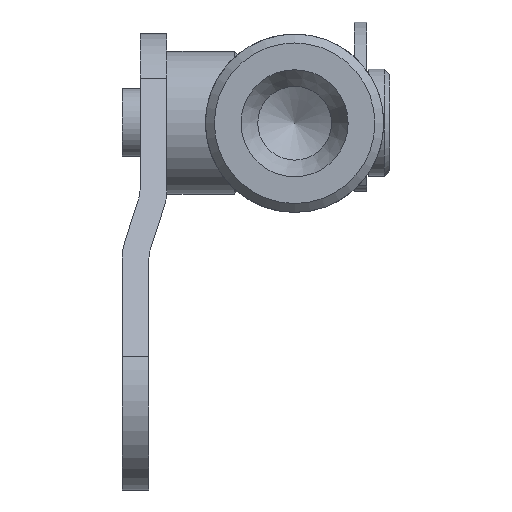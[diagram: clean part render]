
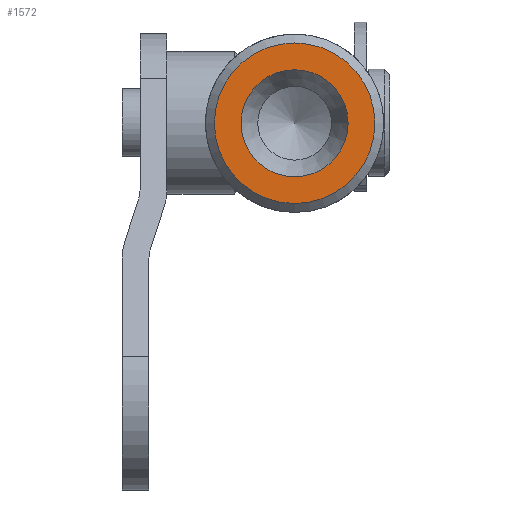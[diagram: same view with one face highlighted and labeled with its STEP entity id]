
A CAD part, left-side view. The second image highlights one B-rep face of the part: STEP entity #1572.
In plain terms, the highlighted planar face has unit normal (-1, 0, 0).
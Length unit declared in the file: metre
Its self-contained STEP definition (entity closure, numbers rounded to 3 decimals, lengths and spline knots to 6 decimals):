
#810 = EDGE_CURVE('',#811,#811,#813,.T.);
#811 = VERTEX_POINT('',#812);
#812 = CARTESIAN_POINT('',(0.,-0.003,0.));
#813 = SURFACE_CURVE('',#814,(#819,#853),.PCURVE_S1.);
#814 = CIRCLE('',#815,0.003);
#815 = AXIS2_PLACEMENT_3D('',#816,#817,#818);
#816 = CARTESIAN_POINT('',(0.,0.,0.));
#817 = DIRECTION('',(1.,0.,0.));
#818 = DIRECTION('',(0.,-1.,0.));
#819 = PCURVE('',#820,#825);
#820 = CONICAL_SURFACE('',#821,0.002534,0.524);
#821 = AXIS2_PLACEMENT_3D('',#822,#823,#824);
#822 = CARTESIAN_POINT('',(0.000808,0.,0.));
#823 = DIRECTION('',(-1.,0.,0.));
#824 = DIRECTION('',(0.,-1.,0.));
#825 = DEFINITIONAL_REPRESENTATION('',(#826),#852);
#826 = B_SPLINE_CURVE_WITH_KNOTS('',3,(#827,#828,#829,#830,#831,#832,
    #833,#834,#835,#836,#837,#838,#839,#840,#841,#842,#843,#844,#845,
    #846,#847,#848,#849,#850,#851),.UNSPECIFIED.,.F.,.F.,(4,1,1,1,1,1,1,
    1,1,1,1,1,1,1,1,1,1,1,1,1,1,1,4),(0.,0.285599,
    0.571199,0.856798,1.142397,1.427997,
    1.713596,1.999195,2.284795,2.570394,
    2.855993,3.141593,3.427192,3.712791,
    3.998391,4.28399,4.569589,4.855189,
    5.140788,5.426387,5.711987,5.997586,
    6.283185),.UNSPECIFIED.);
#827 = CARTESIAN_POINT('',(6.283,0.001));
#828 = CARTESIAN_POINT('',(6.188,0.001));
#829 = CARTESIAN_POINT('',(5.998,0.001));
#830 = CARTESIAN_POINT('',(5.712,0.001));
#831 = CARTESIAN_POINT('',(5.426,0.001));
#832 = CARTESIAN_POINT('',(5.141,0.001));
#833 = CARTESIAN_POINT('',(4.855,0.001));
#834 = CARTESIAN_POINT('',(4.57,0.001));
#835 = CARTESIAN_POINT('',(4.284,0.001));
#836 = CARTESIAN_POINT('',(3.998,0.001));
#837 = CARTESIAN_POINT('',(3.713,0.001));
#838 = CARTESIAN_POINT('',(3.427,0.001));
#839 = CARTESIAN_POINT('',(3.142,0.001));
#840 = CARTESIAN_POINT('',(2.856,0.001));
#841 = CARTESIAN_POINT('',(2.57,0.001));
#842 = CARTESIAN_POINT('',(2.285,0.001));
#843 = CARTESIAN_POINT('',(1.999,0.001));
#844 = CARTESIAN_POINT('',(1.714,0.001));
#845 = CARTESIAN_POINT('',(1.428,0.001));
#846 = CARTESIAN_POINT('',(1.142,0.001));
#847 = CARTESIAN_POINT('',(0.857,0.001));
#848 = CARTESIAN_POINT('',(0.571,0.001));
#849 = CARTESIAN_POINT('',(0.286,0.001));
#850 = CARTESIAN_POINT('',(0.095,0.001));
#851 = CARTESIAN_POINT('',(0.,0.001));
#852 = ( GEOMETRIC_REPRESENTATION_CONTEXT(2) 
PARAMETRIC_REPRESENTATION_CONTEXT() REPRESENTATION_CONTEXT('2D SPACE',''
  ) );
#853 = PCURVE('',#854,#859);
#854 = PLANE('',#855);
#855 = AXIS2_PLACEMENT_3D('',#856,#857,#858);
#856 = CARTESIAN_POINT('',(0.,-0.0025,0.));
#857 = DIRECTION('',(-1.,0.,0.));
#858 = DIRECTION('',(0.,0.,-1.));
#859 = DEFINITIONAL_REPRESENTATION('',(#860),#868);
#860 = ( BOUNDED_CURVE() B_SPLINE_CURVE(2,(#861,#862,#863,#864,#865,#866
,#867),.UNSPECIFIED.,.T.,.F.) B_SPLINE_CURVE_WITH_KNOTS((1,2,2,2,2,1),(
    -2.094395,0.,2.094395,4.18879,6.283185,
8.37758),.UNSPECIFIED.) CURVE() GEOMETRIC_REPRESENTATION_ITEM() 
RATIONAL_B_SPLINE_CURVE((1.,0.5,1.,0.5,1.,0.5,1.)) REPRESENTATION_ITEM(
  '') );
#861 = CARTESIAN_POINT('',(0.,0.001));
#862 = CARTESIAN_POINT('',(0.005,0.001));
#863 = CARTESIAN_POINT('',(0.003,-0.004));
#864 = CARTESIAN_POINT('',(0.,-0.009));
#865 = CARTESIAN_POINT('',(-0.003,-0.004));
#866 = CARTESIAN_POINT('',(-0.005,0.001));
#867 = CARTESIAN_POINT('',(0.,0.001));
#868 = ( GEOMETRIC_REPRESENTATION_CONTEXT(2) 
PARAMETRIC_REPRESENTATION_CONTEXT() REPRESENTATION_CONTEXT('2D SPACE',''
  ) );
#1403 = CONICAL_SURFACE('',#1404,0.00475,0.785);
#1404 = AXIS2_PLACEMENT_3D('',#1405,#1406,#1407);
#1405 = CARTESIAN_POINT('',(0.00025,0.,0.));
#1406 = DIRECTION('',(1.,0.,0.));
#1407 = DIRECTION('',(0.,1.,0.));
#1467 = VERTEX_POINT('',#1468);
#1468 = CARTESIAN_POINT('',(0.,-0.0045,0.));
#1488 = EDGE_CURVE('',#1467,#1467,#1489,.T.);
#1489 = SURFACE_CURVE('',#1490,(#1495,#1524),.PCURVE_S1.);
#1490 = CIRCLE('',#1491,0.0045);
#1491 = AXIS2_PLACEMENT_3D('',#1492,#1493,#1494);
#1492 = CARTESIAN_POINT('',(0.,0.,0.));
#1493 = DIRECTION('',(1.,0.,0.));
#1494 = DIRECTION('',(0.,1.,0.));
#1495 = PCURVE('',#1403,#1496);
#1496 = DEFINITIONAL_REPRESENTATION('',(#1497),#1523);
#1497 = B_SPLINE_CURVE_WITH_KNOTS('',3,(#1498,#1499,#1500,#1501,#1502,
    #1503,#1504,#1505,#1506,#1507,#1508,#1509,#1510,#1511,#1512,#1513,
    #1514,#1515,#1516,#1517,#1518,#1519,#1520,#1521,#1522),
  .UNSPECIFIED.,.F.,.F.,(4,1,1,1,1,1,1,1,1,1,1,1,1,1,1,1,1,1,1,1,1,1,4),
  (3.141593,3.427192,3.712791,3.998391,
    4.28399,4.569589,4.855189,5.140788,
    5.426387,5.711987,5.997586,6.283185,
    6.568785,6.854384,7.139983,7.425583,
    7.711182,7.996781,8.282381,8.56798,
    8.853579,9.139179,9.424778),.UNSPECIFIED.);
#1498 = CARTESIAN_POINT('',(3.142,0.));
#1499 = CARTESIAN_POINT('',(3.237,0.));
#1500 = CARTESIAN_POINT('',(3.427,0.));
#1501 = CARTESIAN_POINT('',(3.713,0.));
#1502 = CARTESIAN_POINT('',(3.998,0.));
#1503 = CARTESIAN_POINT('',(4.284,0.));
#1504 = CARTESIAN_POINT('',(4.57,0.));
#1505 = CARTESIAN_POINT('',(4.855,0.));
#1506 = CARTESIAN_POINT('',(5.141,0.));
#1507 = CARTESIAN_POINT('',(5.426,0.));
#1508 = CARTESIAN_POINT('',(5.712,0.));
#1509 = CARTESIAN_POINT('',(5.998,0.));
#1510 = CARTESIAN_POINT('',(6.283,0.));
#1511 = CARTESIAN_POINT('',(6.569,0.));
#1512 = CARTESIAN_POINT('',(6.854,0.));
#1513 = CARTESIAN_POINT('',(7.14,0.));
#1514 = CARTESIAN_POINT('',(7.426,0.));
#1515 = CARTESIAN_POINT('',(7.711,0.));
#1516 = CARTESIAN_POINT('',(7.997,0.));
#1517 = CARTESIAN_POINT('',(8.282,0.));
#1518 = CARTESIAN_POINT('',(8.568,0.));
#1519 = CARTESIAN_POINT('',(8.854,0.));
#1520 = CARTESIAN_POINT('',(9.139,0.));
#1521 = CARTESIAN_POINT('',(9.33,0.));
#1522 = CARTESIAN_POINT('',(9.425,0.));
#1523 = ( GEOMETRIC_REPRESENTATION_CONTEXT(2) 
PARAMETRIC_REPRESENTATION_CONTEXT() REPRESENTATION_CONTEXT('2D SPACE',''
  ) );
#1524 = PCURVE('',#854,#1525);
#1525 = DEFINITIONAL_REPRESENTATION('',(#1526),#1534);
#1526 = ( BOUNDED_CURVE() B_SPLINE_CURVE(2,(#1527,#1528,#1529,#1530,
#1531,#1532,#1533),.UNSPECIFIED.,.T.,.F.) B_SPLINE_CURVE_WITH_KNOTS((1,2
    ,2,2,2,1),(-2.094395,0.,2.094395,4.18879,
6.283185,8.37758),.UNSPECIFIED.) CURVE() 
GEOMETRIC_REPRESENTATION_ITEM() RATIONAL_B_SPLINE_CURVE((1.,0.5,1.,0.5,
1.,0.5,1.)) REPRESENTATION_ITEM('') );
#1527 = CARTESIAN_POINT('',(0.,-0.007));
#1528 = CARTESIAN_POINT('',(-0.008,-0.007));
#1529 = CARTESIAN_POINT('',(-0.004,0.));
#1530 = CARTESIAN_POINT('',(0.,0.007));
#1531 = CARTESIAN_POINT('',(0.004,0.));
#1532 = CARTESIAN_POINT('',(0.008,-0.007));
#1533 = CARTESIAN_POINT('',(0.,-0.007));
#1534 = ( GEOMETRIC_REPRESENTATION_CONTEXT(2) 
PARAMETRIC_REPRESENTATION_CONTEXT() REPRESENTATION_CONTEXT('2D SPACE',''
  ) );
#1572 = ADVANCED_FACE('',(#1573,#1576),#854,.T.);
#1573 = FACE_BOUND('',#1574,.T.);
#1574 = EDGE_LOOP('',(#1575));
#1575 = ORIENTED_EDGE('',*,*,#1488,.F.);
#1576 = FACE_BOUND('',#1577,.T.);
#1577 = EDGE_LOOP('',(#1578));
#1578 = ORIENTED_EDGE('',*,*,#810,.T.);
